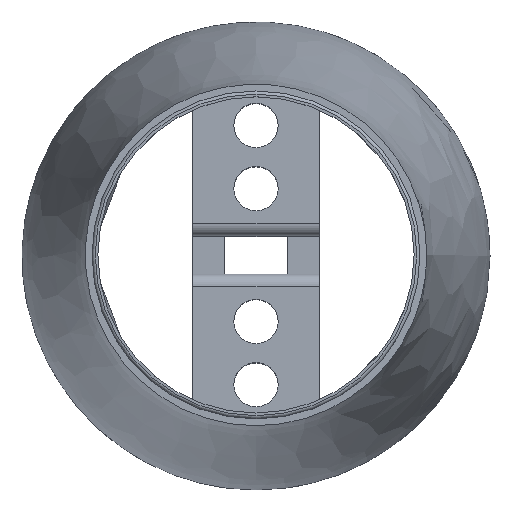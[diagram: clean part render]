
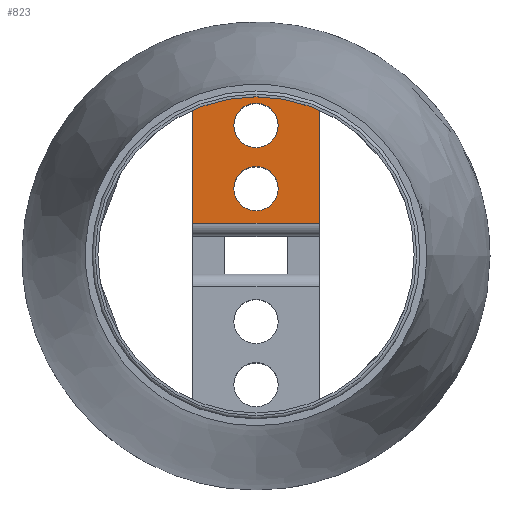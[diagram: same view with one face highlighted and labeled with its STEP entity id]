
A CAD part, top view. The second image highlights one B-rep face of the part: STEP entity #823.
In plain terms, the highlighted planar face has unit normal (0, 0, 1).
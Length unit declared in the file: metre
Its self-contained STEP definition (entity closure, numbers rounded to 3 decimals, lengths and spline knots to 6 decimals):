
#37=B_SPLINE_CURVE_WITH_KNOTS('',3,(#1333,#1334,#1335,#1336,#1337,#1338,
#1339),.UNSPECIFIED.,.F.,.F.,(4,1,1,1,4),(0.,0.005108,0.010216,
0.015324,0.020432),.UNSPECIFIED.);
#81=CIRCLE('',#899,0.0035);
#82=CIRCLE('',#900,0.0035);
#158=ORIENTED_EDGE('',*,*,#394,.F.);
#159=ORIENTED_EDGE('',*,*,#395,.F.);
#160=ORIENTED_EDGE('',*,*,#396,.F.);
#161=ORIENTED_EDGE('',*,*,#397,.T.);
#162=ORIENTED_EDGE('',*,*,#398,.T.);
#163=ORIENTED_EDGE('',*,*,#373,.F.);
#373=EDGE_CURVE('',#490,#491,#37,.T.);
#394=EDGE_CURVE('',#509,#509,#81,.T.);
#395=EDGE_CURVE('',#510,#510,#82,.T.);
#396=EDGE_CURVE('',#511,#490,#562,.T.);
#397=EDGE_CURVE('',#511,#512,#563,.T.);
#398=EDGE_CURVE('',#512,#491,#564,.T.);
#490=VERTEX_POINT('',#1332);
#491=VERTEX_POINT('',#1340);
#509=VERTEX_POINT('',#1433);
#510=VERTEX_POINT('',#1435);
#511=VERTEX_POINT('',#1437);
#512=VERTEX_POINT('',#1439);
#562=LINE('',#1436,#610);
#563=LINE('',#1438,#611);
#564=LINE('',#1440,#612);
#610=VECTOR('',#1032,1.);
#611=VECTOR('',#1033,1.);
#612=VECTOR('',#1034,1.);
#656=EDGE_LOOP('',(#158));
#657=EDGE_LOOP('',(#159));
#658=EDGE_LOOP('',(#160,#161,#162,#163));
#728=FACE_BOUND('',#656,.T.);
#729=FACE_BOUND('',#657,.T.);
#730=FACE_BOUND('',#658,.T.);
#796=PLANE('',#898);
#823=ADVANCED_FACE('',(#728,#729,#730),#796,.T.);
#898=AXIS2_PLACEMENT_3D('',#1431,#1026,#1027);
#899=AXIS2_PLACEMENT_3D('',#1432,#1028,#1029);
#900=AXIS2_PLACEMENT_3D('',#1434,#1030,#1031);
#1026=DIRECTION('',(0.,0.,1.));
#1027=DIRECTION('',(1.,0.,0.));
#1028=DIRECTION('',(0.,0.,1.));
#1029=DIRECTION('',(1.,0.,0.));
#1030=DIRECTION('',(0.,0.,1.));
#1031=DIRECTION('',(1.,0.,0.));
#1032=DIRECTION('',(0.,1.,0.));
#1033=DIRECTION('',(1.,0.,0.));
#1034=DIRECTION('',(0.,1.,0.));
#1332=CARTESIAN_POINT('',(-0.01,0.023342,0.079249));
#1333=CARTESIAN_POINT('',(-0.01,0.023342,0.079249));
#1334=CARTESIAN_POINT('',(-0.008412,0.024022,0.079249));
#1335=CARTESIAN_POINT('',(-0.005165,0.02504,0.079249));
#1336=CARTESIAN_POINT('',(0.000009,0.025567,0.079249));
#1337=CARTESIAN_POINT('',(0.005094,0.025053,0.079249));
#1338=CARTESIAN_POINT('',(0.008412,0.024022,0.079249));
#1339=CARTESIAN_POINT('',(0.01,0.023342,0.079249));
#1340=CARTESIAN_POINT('',(0.01,0.023342,0.079249));
#1431=CARTESIAN_POINT('',(0.,-0.035002,0.079249));
#1432=CARTESIAN_POINT('',(0.,0.0205,0.079249));
#1433=CARTESIAN_POINT('',(0.0035,0.0205,0.079249));
#1434=CARTESIAN_POINT('',(0.,0.0105,0.079249));
#1435=CARTESIAN_POINT('',(0.0035,0.0105,0.079249));
#1436=CARTESIAN_POINT('',(-0.01,-0.035002,0.079249));
#1437=CARTESIAN_POINT('',(-0.01,0.005,0.079249));
#1438=CARTESIAN_POINT('',(0.01,0.005,0.079249));
#1439=CARTESIAN_POINT('',(0.01,0.005,0.079249));
#1440=CARTESIAN_POINT('',(0.01,-0.035002,0.079249));
